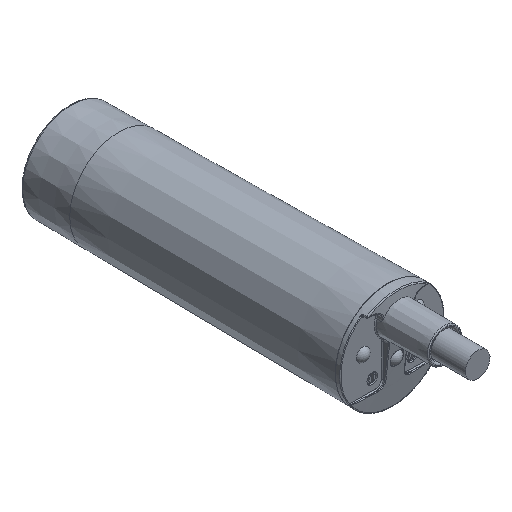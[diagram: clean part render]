
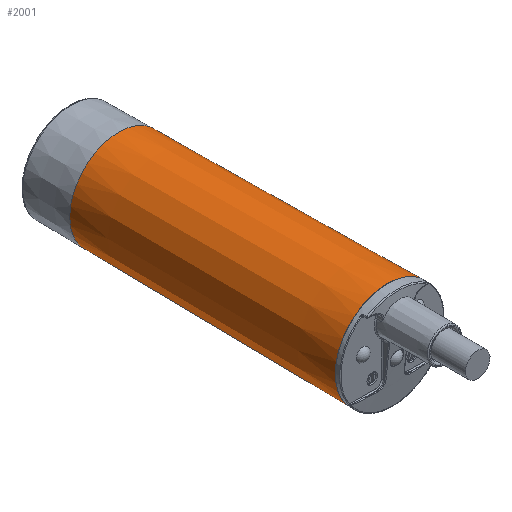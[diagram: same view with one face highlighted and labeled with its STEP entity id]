
A CAD part, isometric view. The second image highlights one B-rep face of the part: STEP entity #2001.
In plain terms, the highlighted conical face has half-angle 0.629 degrees and reference radius 15 mm.
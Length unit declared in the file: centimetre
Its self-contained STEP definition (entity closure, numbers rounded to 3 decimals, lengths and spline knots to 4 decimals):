
#142=CONICAL_SURFACE('',#2235,1.5,0.629);
#373=FACE_BOUND('',#691,.T.);
#509=FACE_OUTER_BOUND('',#690,.T.);
#690=EDGE_LOOP('',(#1818));
#691=EDGE_LOOP('',(#1819));
#749=CIRCLE('',#2109,1.59);
#822=CIRCLE('',#2236,1.5);
#899=VERTEX_POINT('',#3023);
#1003=VERTEX_POINT('',#4428);
#1102=EDGE_CURVE('',#899,#899,#749,.T.);
#1276=EDGE_CURVE('',#1003,#1003,#822,.T.);
#1818=ORIENTED_EDGE('',*,*,#1276,.T.);
#1819=ORIENTED_EDGE('',*,*,#1102,.F.);
#2001=ADVANCED_FACE('',(#509,#373),#142,.T.);
#2109=AXIS2_PLACEMENT_3D('',#3024,#2484,#2485);
#2235=AXIS2_PLACEMENT_3D('',#4427,#2772,#2773);
#2236=AXIS2_PLACEMENT_3D('',#4429,#2774,#2775);
#2484=DIRECTION('center_axis',(0.,-1.,0.));
#2485=DIRECTION('ref_axis',(-0.945,0.,-0.328));
#2772=DIRECTION('center_axis',(0.,-1.,0.));
#2773=DIRECTION('ref_axis',(-0.945,0.,-0.328));
#2774=DIRECTION('center_axis',(0.,-1.,0.));
#2775=DIRECTION('ref_axis',(-0.945,0.,-0.328));
#3023=CARTESIAN_POINT('',(-6.4394,-4.7156,6.7871));
#3024=CARTESIAN_POINT('Origin',(-7.9416,-4.7156,6.2661));
#4427=CARTESIAN_POINT('Origin',(-7.9416,3.4844,6.2661));
#4428=CARTESIAN_POINT('',(-6.5244,3.4844,6.7576));
#4429=CARTESIAN_POINT('Origin',(-7.9416,3.4844,6.2661));
